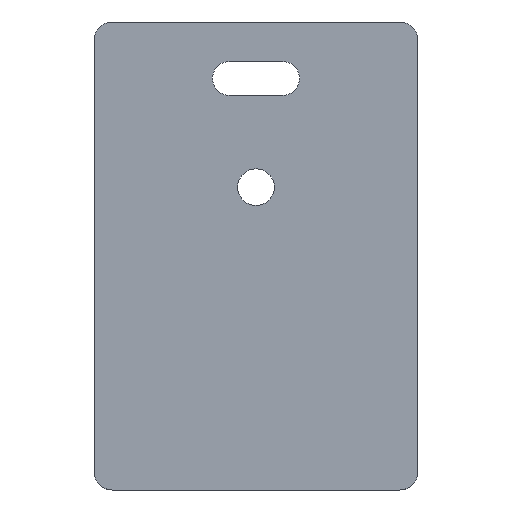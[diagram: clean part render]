
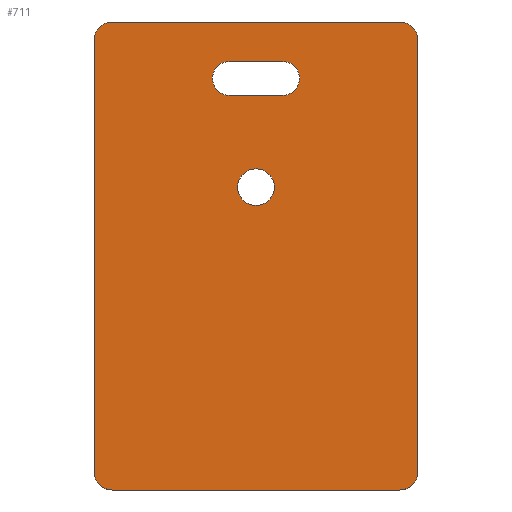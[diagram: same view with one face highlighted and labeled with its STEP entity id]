
A CAD part, front view. The second image highlights one B-rep face of the part: STEP entity #711.
In plain terms, the highlighted planar face has unit normal (0, -1, 0).
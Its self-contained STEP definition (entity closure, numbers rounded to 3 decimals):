
#8 = ORIENTED_EDGE ( 'NONE', *, *, #783, .T. ) ;
#12 = DIRECTION ( 'NONE',  ( 0., 0., 1. ) ) ;
#14 = EDGE_CURVE ( 'NONE', #81, #1083, #638, .T. ) ;
#36 = CARTESIAN_POINT ( 'NONE',  ( 0., 0., 0. ) ) ;
#44 = DIRECTION ( 'NONE',  ( 0., 1., 0. ) ) ;
#55 = CARTESIAN_POINT ( 'NONE',  ( 0., 0., -5. ) ) ;
#72 = EDGE_LOOP ( 'NONE', ( #601, #127, #872, #379 ) ) ;
#81 = VERTEX_POINT ( 'NONE', #999 ) ;
#87 = VERTEX_POINT ( 'NONE', #927 ) ;
#99 = CARTESIAN_POINT ( 'NONE',  ( -2.9, 0., 5. ) ) ;
#119 = VERTEX_POINT ( 'NONE', #1132 ) ;
#126 = EDGE_CURVE ( 'NONE', #81, #87, #622, .T. ) ;
#127 = ORIENTED_EDGE ( 'NONE', *, *, #307, .T. ) ;
#139 = CIRCLE ( 'NONE', #1139, 2. ) ;
#140 = FACE_OUTER_BOUND ( 'NONE', #573, .T. ) ;
#141 = AXIS2_PLACEMENT_3D ( 'NONE', #1210, #153, #454 ) ;
#144 = CARTESIAN_POINT ( 'NONE',  ( 2.9, 0., 8.7 ) ) ;
#148 = CARTESIAN_POINT ( 'NONE',  ( -17.65, 0., 11. ) ) ;
#153 = DIRECTION ( 'NONE',  ( 0., -1., 0. ) ) ;
#176 = CARTESIAN_POINT ( 'NONE',  ( -2.9, 0., 5. ) ) ;
#193 = DIRECTION ( 'NONE',  ( 0., 0., 1. ) ) ;
#194 = DIRECTION ( 'NONE',  ( 0., 0., -1. ) ) ;
#197 = VERTEX_POINT ( 'NONE', #99 ) ;
#205 = CARTESIAN_POINT ( 'NONE',  ( -2.9, 0., 8.7 ) ) ;
#228 = VERTEX_POINT ( 'NONE', #860 ) ;
#232 = DIRECTION ( 'NONE',  ( 0., -1., 0. ) ) ;
#243 = CARTESIAN_POINT ( 'NONE',  ( -2.9, 0., 8.7 ) ) ;
#250 = CIRCLE ( 'NONE', #641, 2. ) ;
#255 = EDGE_CURVE ( 'NONE', #886, #87, #250, .T. ) ;
#269 = VERTEX_POINT ( 'NONE', #633 ) ;
#271 = CARTESIAN_POINT ( 'NONE',  ( 2.9, 0., 6.85 ) ) ;
#307 = EDGE_CURVE ( 'NONE', #197, #602, #1287, .T. ) ;
#311 = VERTEX_POINT ( 'NONE', #328 ) ;
#312 = CIRCLE ( 'NONE', #917, 2. ) ;
#315 = CARTESIAN_POINT ( 'NONE',  ( 17.65, 0., -13. ) ) ;
#328 = CARTESIAN_POINT ( 'NONE',  ( 0., 0., -3. ) ) ;
#333 = AXIS2_PLACEMENT_3D ( 'NONE', #1315, #1303, #701 ) ;
#340 = ORIENTED_EDGE ( 'NONE', *, *, #687, .T. ) ;
#349 = EDGE_LOOP ( 'NONE', ( #340, #8 ) ) ;
#355 = VERTEX_POINT ( 'NONE', #997 ) ;
#371 = CIRCLE ( 'NONE', #1263, 2. ) ;
#375 = VECTOR ( 'NONE', #968, 1000. ) ;
#379 = ORIENTED_EDGE ( 'NONE', *, *, #436, .T. ) ;
#385 = EDGE_CURVE ( 'NONE', #602, #469, #452, .T. ) ;
#392 = VECTOR ( 'NONE', #1197, 1000. ) ;
#401 = ORIENTED_EDGE ( 'NONE', *, *, #126, .F. ) ;
#408 = ORIENTED_EDGE ( 'NONE', *, *, #431, .F. ) ;
#431 = EDGE_CURVE ( 'NONE', #886, #269, #1093, .T. ) ;
#436 = EDGE_CURVE ( 'NONE', #469, #714, #1143, .T. ) ;
#442 = ORIENTED_EDGE ( 'NONE', *, *, #14, .T. ) ;
#452 = LINE ( 'NONE', #243, #1034 ) ;
#454 = DIRECTION ( 'NONE',  ( 0., 0., 1. ) ) ;
#463 = FACE_BOUND ( 'NONE', #349, .T. ) ;
#469 = VERTEX_POINT ( 'NONE', #144 ) ;
#498 = DIRECTION ( 'NONE',  ( 0., -1., 0. ) ) ;
#517 = CARTESIAN_POINT ( 'NONE',  ( -15.65, 0., 11. ) ) ;
#525 = DIRECTION ( 'NONE',  ( 0., 0., 1. ) ) ;
#526 = ORIENTED_EDGE ( 'NONE', *, *, #703, .F. ) ;
#535 = AXIS2_PLACEMENT_3D ( 'NONE', #271, #684, #1192 ) ;
#544 = FACE_BOUND ( 'NONE', #72, .T. ) ;
#547 = CARTESIAN_POINT ( 'NONE',  ( -15.65, 0., -36. ) ) ;
#558 = DIRECTION ( 'NONE',  ( 0., 0., 1. ) ) ;
#573 = EDGE_LOOP ( 'NONE', ( #526, #1196, #408, #1096, #401, #442, #863, #1091 ) ) ;
#574 = CARTESIAN_POINT ( 'NONE',  ( -17.65, 0., -13. ) ) ;
#601 = ORIENTED_EDGE ( 'NONE', *, *, #802, .T. ) ;
#602 = VERTEX_POINT ( 'NONE', #205 ) ;
#622 = LINE ( 'NONE', #315, #786 ) ;
#633 = CARTESIAN_POINT ( 'NONE',  ( -15.65, 0., -38. ) ) ;
#636 = CIRCLE ( 'NONE', #333, 2. ) ;
#638 = CIRCLE ( 'NONE', #141, 2. ) ;
#641 = AXIS2_PLACEMENT_3D ( 'NONE', #855, #232, #525 ) ;
#684 = DIRECTION ( 'NONE',  ( 0., 1., 0. ) ) ;
#687 = EDGE_CURVE ( 'NONE', #311, #119, #312, .T. ) ;
#688 = VERTEX_POINT ( 'NONE', #148 ) ;
#701 = DIRECTION ( 'NONE',  ( 0., 0., 1. ) ) ;
#703 = EDGE_CURVE ( 'NONE', #355, #688, #884, .T. ) ;
#711 = ADVANCED_FACE ( 'NONE', ( #544, #463, #140 ), #958, .F. ) ;
#714 = VERTEX_POINT ( 'NONE', #870 ) ;
#761 = AXIS2_PLACEMENT_3D ( 'NONE', #36, #44, #558 ) ;
#769 = DIRECTION ( 'NONE',  ( 1., 0., 0. ) ) ;
#783 = EDGE_CURVE ( 'NONE', #119, #311, #636, .T. ) ;
#786 = VECTOR ( 'NONE', #194, 1000. ) ;
#802 = EDGE_CURVE ( 'NONE', #714, #197, #1105, .T. ) ;
#841 = CARTESIAN_POINT ( 'NONE',  ( -2.9, 0., 6.85 ) ) ;
#855 = CARTESIAN_POINT ( 'NONE',  ( 15.65, 0., -36. ) ) ;
#860 = CARTESIAN_POINT ( 'NONE',  ( -15.65, 0., 13. ) ) ;
#863 = ORIENTED_EDGE ( 'NONE', *, *, #986, .F. ) ;
#870 = CARTESIAN_POINT ( 'NONE',  ( 2.9, 0., 5. ) ) ;
#871 = VECTOR ( 'NONE', #1251, 1000. ) ;
#872 = ORIENTED_EDGE ( 'NONE', *, *, #385, .T. ) ;
#884 = LINE ( 'NONE', #574, #392 ) ;
#886 = VERTEX_POINT ( 'NONE', #1031 ) ;
#917 = AXIS2_PLACEMENT_3D ( 'NONE', #55, #1075, #1290 ) ;
#927 = CARTESIAN_POINT ( 'NONE',  ( 17.65, 0., -36. ) ) ;
#936 = LINE ( 'NONE', #1052, #871 ) ;
#958 = PLANE ( 'NONE',  #761 ) ;
#964 = DIRECTION ( 'NONE',  ( 0., 0., 1. ) ) ;
#968 = DIRECTION ( 'NONE',  ( -1., 0., 0. ) ) ;
#986 = EDGE_CURVE ( 'NONE', #228, #1083, #936, .T. ) ;
#997 = CARTESIAN_POINT ( 'NONE',  ( -17.65, 0., -36. ) ) ;
#998 = CARTESIAN_POINT ( 'NONE',  ( 15.65, 0., 13. ) ) ;
#999 = CARTESIAN_POINT ( 'NONE',  ( 17.65, 0., 11. ) ) ;
#1031 = CARTESIAN_POINT ( 'NONE',  ( 15.65, 0., -38. ) ) ;
#1034 = VECTOR ( 'NONE', #769, 1000. ) ;
#1052 = CARTESIAN_POINT ( 'NONE',  ( -17.65, 0., 13. ) ) ;
#1075 = DIRECTION ( 'NONE',  ( 0., 1., 0. ) ) ;
#1083 = VERTEX_POINT ( 'NONE', #998 ) ;
#1091 = ORIENTED_EDGE ( 'NONE', *, *, #1155, .T. ) ;
#1093 = LINE ( 'NONE', #1201, #375 ) ;
#1096 = ORIENTED_EDGE ( 'NONE', *, *, #255, .T. ) ;
#1105 = LINE ( 'NONE', #176, #1174 ) ;
#1132 = CARTESIAN_POINT ( 'NONE',  ( 0., 0., -7. ) ) ;
#1139 = AXIS2_PLACEMENT_3D ( 'NONE', #547, #1266, #12 ) ;
#1143 = CIRCLE ( 'NONE', #535, 1.85 ) ;
#1155 = EDGE_CURVE ( 'NONE', #228, #688, #371, .T. ) ;
#1174 = VECTOR ( 'NONE', #1218, 1000. ) ;
#1192 = DIRECTION ( 'NONE',  ( 0., 0., 1. ) ) ;
#1196 = ORIENTED_EDGE ( 'NONE', *, *, #1292, .T. ) ;
#1197 = DIRECTION ( 'NONE',  ( 0., 0., 1. ) ) ;
#1201 = CARTESIAN_POINT ( 'NONE',  ( 17.65, 0., -38. ) ) ;
#1210 = CARTESIAN_POINT ( 'NONE',  ( 15.65, 0., 11. ) ) ;
#1218 = DIRECTION ( 'NONE',  ( -1., 0., 0. ) ) ;
#1251 = DIRECTION ( 'NONE',  ( 1., 0., 0. ) ) ;
#1254 = DIRECTION ( 'NONE',  ( 0., 1., 0. ) ) ;
#1263 = AXIS2_PLACEMENT_3D ( 'NONE', #517, #498, #193 ) ;
#1266 = DIRECTION ( 'NONE',  ( 0., -1., 0. ) ) ;
#1267 = AXIS2_PLACEMENT_3D ( 'NONE', #841, #1254, #964 ) ;
#1287 = CIRCLE ( 'NONE', #1267, 1.85 ) ;
#1290 = DIRECTION ( 'NONE',  ( 0., 0., 1. ) ) ;
#1292 = EDGE_CURVE ( 'NONE', #355, #269, #139, .T. ) ;
#1303 = DIRECTION ( 'NONE',  ( 0., 1., 0. ) ) ;
#1315 = CARTESIAN_POINT ( 'NONE',  ( 0., 0., -5. ) ) ;
